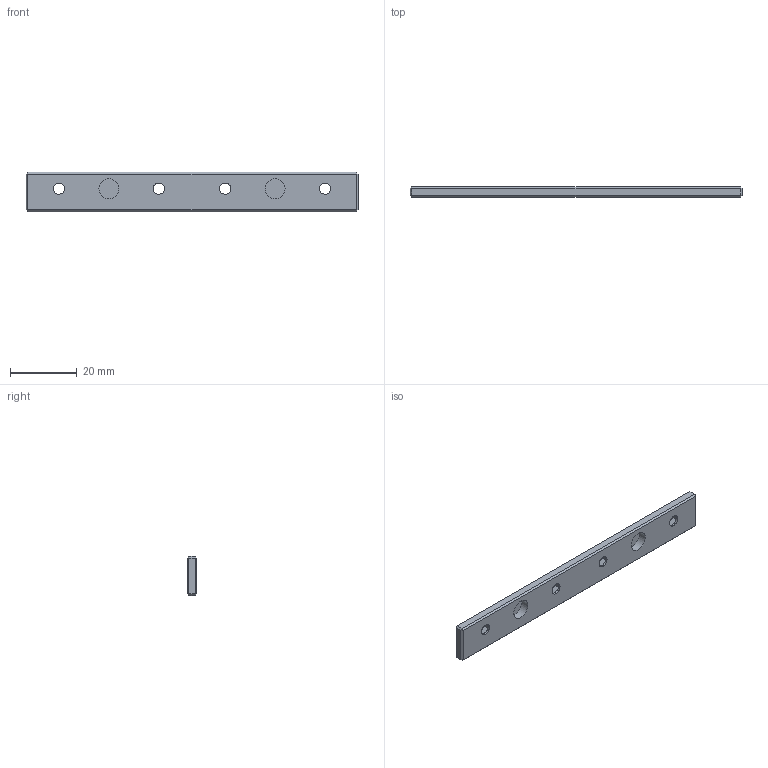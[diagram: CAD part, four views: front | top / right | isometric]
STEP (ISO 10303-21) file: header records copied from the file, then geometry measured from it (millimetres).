
FILE_DESCRIPTION(('FreeCAD Model'),'2;1');
FILE_NAME('Open CASCADE Shape Model','2023-10-07T19:43:01',(''),(''), 'Open CASCADE STEP processor 7.6','FreeCAD','Unknown');
FILE_SCHEMA(('AUTOMOTIVE_DESIGN { 1 0 10303 214 1 1 1 1 }'));
Length unit declared in the file: millimetre
Products named in the file (1): P0170-15-a_Kante_Magnet_oben
Bounding box: 99.8 x 3 x 11.8 mm (x, y, z)
Volume: 3064.8 mm3; surface area: 3143.5 mm2
Topology: 1 solids, 1 shells, 133 faces, 336 edges, 216 vertices
Faces by surface type: plane 83, extrusion 44, cylinder 6
Full cylindrical faces by diameter (mm): 3.4 x4, 6 x2
Entity records: 8408 total; most frequent: CARTESIAN_POINT 1846, DIRECTION 1060, VECTOR 852, LINE 808, ORIENTED_EDGE 672, PCURVE 672, DEFINITIONAL_REPRESENTATION 672, EDGE_CURVE 336
